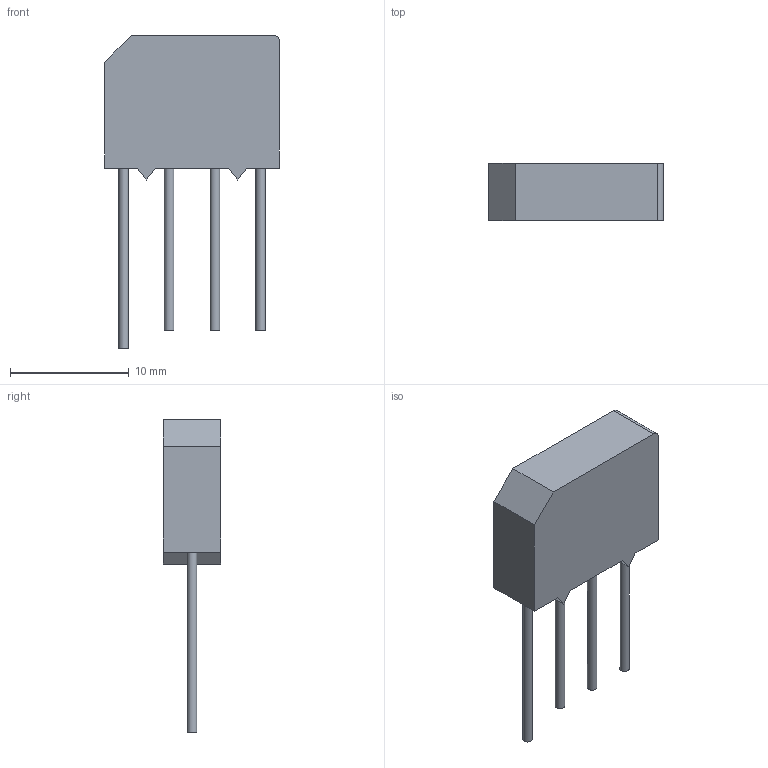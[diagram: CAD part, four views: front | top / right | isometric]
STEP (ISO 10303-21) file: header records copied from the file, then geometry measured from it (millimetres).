
FILE_DESCRIPTION(('FreeCAD Model'),'2;1');
FILE_NAME('Open CASCADE Shape Model','2024-10-01T15:27:17',( 'kicad StepUp'),('ksu MCAD'),'Open CASCADE STEP processor 7.6', 'FreeCAD','Unknown');
FILE_SCHEMA(('AUTOMOTIVE_DESIGN { 1 0 10303 214 1 1 1 1 }'));
Length unit declared in the file: millimetre
Products named in the file (1): Diode_Bridge_Vishay_KBPM
Bounding box: 14.73 x 4.83 x 26.38 mm (x, y, z)
Volume: 818.8 mm3; surface area: 726.9 mm2
Topology: 5 solids, 5 shells, 26 faces, 48 edges, 32 vertices
Faces by surface type: plane 21, cylinder 5
Full cylindrical faces by diameter (mm): 0.81 x4
Entity records: 876 total; most frequent: DIRECTION 112, CARTESIAN_POINT 107, ORIENTED_EDGE 96, EDGE_CURVE 48, LINE 38, VECTOR 38, AXIS2_PLACEMENT_3D 37, VERTEX_POINT 32
